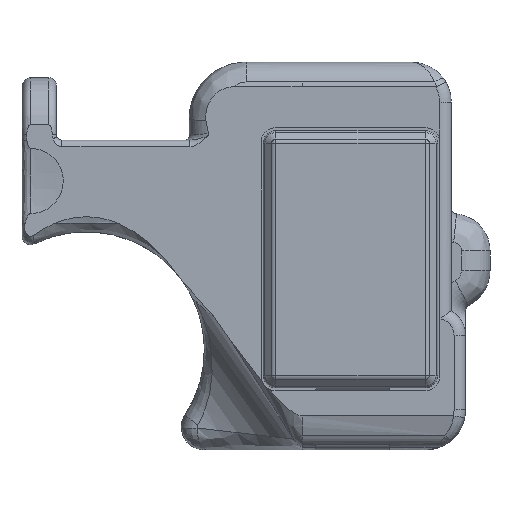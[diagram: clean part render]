
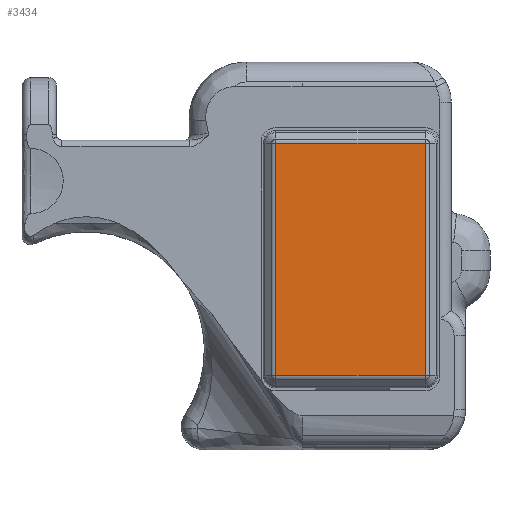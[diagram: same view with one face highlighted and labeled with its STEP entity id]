
A CAD part, left-side view. The second image highlights one B-rep face of the part: STEP entity #3434.
In plain terms, the highlighted planar face has unit normal (-1, 0, 0).
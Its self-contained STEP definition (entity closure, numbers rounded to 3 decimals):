
#216=CIRCLE('',#3660,0.036);
#217=CIRCLE('',#3661,0.036);
#218=CIRCLE('',#3662,0.036);
#219=CIRCLE('',#3663,0.036);
#364=FACE_OUTER_BOUND('',#573,.T.);
#573=EDGE_LOOP('',(#2297,#2298,#2299,#2300,#2301,#2302,#2303,#2304));
#810=LINE('',#4946,#1115);
#811=LINE('',#4950,#1116);
#812=LINE('',#4954,#1117);
#813=LINE('',#4958,#1118);
#1115=VECTOR('',#4000,1000.);
#1116=VECTOR('',#4003,1000.);
#1117=VECTOR('',#4006,1000.);
#1118=VECTOR('',#4009,1000.);
#1420=VERTEX_POINT('',#4944);
#1421=VERTEX_POINT('',#4945);
#1422=VERTEX_POINT('',#4947);
#1423=VERTEX_POINT('',#4949);
#1424=VERTEX_POINT('',#4951);
#1425=VERTEX_POINT('',#4953);
#1426=VERTEX_POINT('',#4955);
#1427=VERTEX_POINT('',#4957);
#1761=EDGE_CURVE('',#1420,#1421,#810,.T.);
#1762=EDGE_CURVE('',#1421,#1422,#216,.T.);
#1763=EDGE_CURVE('',#1422,#1423,#811,.T.);
#1764=EDGE_CURVE('',#1423,#1424,#217,.T.);
#1765=EDGE_CURVE('',#1424,#1425,#812,.T.);
#1766=EDGE_CURVE('',#1425,#1426,#218,.T.);
#1767=EDGE_CURVE('',#1426,#1427,#813,.T.);
#1768=EDGE_CURVE('',#1427,#1420,#219,.T.);
#2297=ORIENTED_EDGE('',*,*,#1761,.T.);
#2298=ORIENTED_EDGE('',*,*,#1762,.T.);
#2299=ORIENTED_EDGE('',*,*,#1763,.T.);
#2300=ORIENTED_EDGE('',*,*,#1764,.T.);
#2301=ORIENTED_EDGE('',*,*,#1765,.T.);
#2302=ORIENTED_EDGE('',*,*,#1766,.T.);
#2303=ORIENTED_EDGE('',*,*,#1767,.T.);
#2304=ORIENTED_EDGE('',*,*,#1768,.T.);
#3338=PLANE('',#3659);
#3434=ADVANCED_FACE('',(#364),#3338,.T.);
#3659=AXIS2_PLACEMENT_3D('',#4943,#3998,#3999);
#3660=AXIS2_PLACEMENT_3D('',#4948,#4001,#4002);
#3661=AXIS2_PLACEMENT_3D('',#4952,#4004,#4005);
#3662=AXIS2_PLACEMENT_3D('',#4956,#4007,#4008);
#3663=AXIS2_PLACEMENT_3D('',#4959,#4010,#4011);
#3998=DIRECTION('center_axis',(-1.,0.,0.));
#3999=DIRECTION('ref_axis',(0.,0.,
-1.));
#4000=DIRECTION('',(0.,0.,1.));
#4001=DIRECTION('center_axis',(-1.,0.,0.));
#4002=DIRECTION('ref_axis',(0.,-1.,0.));
#4003=DIRECTION('',(0.,1.,0.));
#4004=DIRECTION('center_axis',(-1.,0.,0.));
#4005=DIRECTION('ref_axis',(0.,-1.,0.));
#4006=DIRECTION('',(0.,0.,-1.));
#4007=DIRECTION('center_axis',(-1.,0.,0.));
#4008=DIRECTION('ref_axis',(0.,-1.,0.));
#4009=DIRECTION('',(0.,-1.,0.));
#4010=DIRECTION('center_axis',(-1.,0.,0.));
#4011=DIRECTION('ref_axis',(0.,-1.,0.));
#4943=CARTESIAN_POINT('Origin',(21.803,-27.5,15.554));
#4944=CARTESIAN_POINT('',(21.803,-29.761,-22.921));
#4945=CARTESIAN_POINT('',(21.803,-29.761,17.779));
#4946=CARTESIAN_POINT('',(21.803,-29.761,15.554));
#4947=CARTESIAN_POINT('',(21.803,-29.725,17.815));
#4948=CARTESIAN_POINT('Origin',(21.803,-29.725,17.779));
#4949=CARTESIAN_POINT('',(21.803,-3.525,17.815));
#4950=CARTESIAN_POINT('',(21.803,-27.5,17.815));
#4951=CARTESIAN_POINT('',(21.803,-3.489,17.779));
#4952=CARTESIAN_POINT('Origin',(21.803,-3.525,17.779));
#4953=CARTESIAN_POINT('',(21.803,-3.489,-22.921));
#4954=CARTESIAN_POINT('',(21.803,-3.489,15.554));
#4955=CARTESIAN_POINT('',(21.803,-3.525,-22.957));
#4956=CARTESIAN_POINT('Origin',(21.803,-3.525,-22.921));
#4957=CARTESIAN_POINT('',(21.803,-29.725,-22.957));
#4958=CARTESIAN_POINT('',(21.803,-27.5,-22.957));
#4959=CARTESIAN_POINT('Origin',(21.803,-29.725,-22.921));
